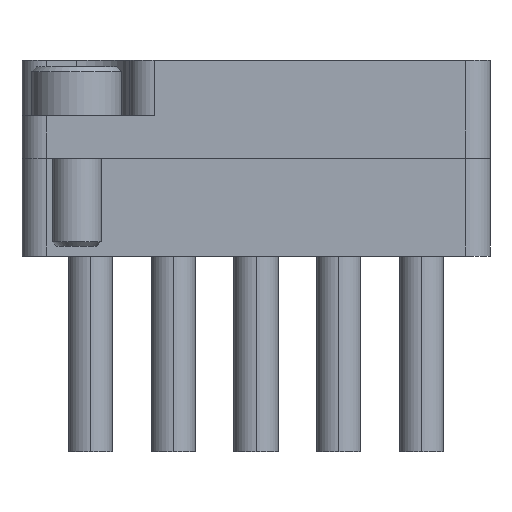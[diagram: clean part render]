
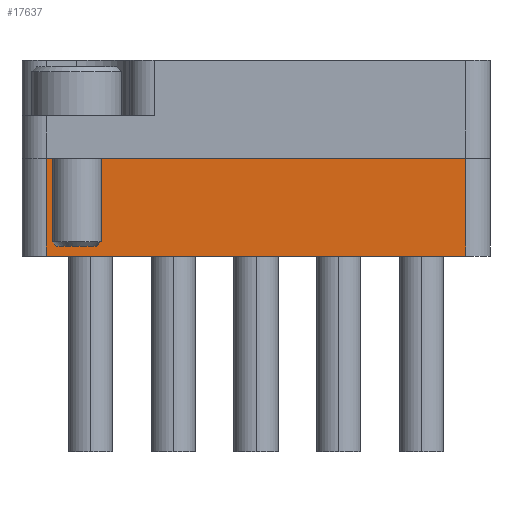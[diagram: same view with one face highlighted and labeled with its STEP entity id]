
A CAD part, front view. The second image highlights one B-rep face of the part: STEP entity #17637.
In plain terms, the highlighted face is planar.
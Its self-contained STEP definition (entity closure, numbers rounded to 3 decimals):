
#1157 = CARTESIAN_POINT ( 'NONE',  ( 22., -6., 12.85 ) ) ;
#1445 = ORIENTED_EDGE ( 'NONE', *, *, #4388, .F. ) ;
#1511 = LINE ( 'NONE', #7918, #13657 ) ;
#2677 = LINE ( 'NONE', #14200, #12768 ) ;
#3514 = EDGE_CURVE ( 'NONE', #14202, #13863, #1511, .T. ) ;
#3931 = ORIENTED_EDGE ( 'NONE', *, *, #20032, .T. ) ;
#3946 = CARTESIAN_POINT ( 'NONE',  ( 22., -6., 12.85 ) ) ;
#4245 = CARTESIAN_POINT ( 'NONE',  ( 22., -6., -12.85 ) ) ;
#4388 = EDGE_CURVE ( 'NONE', #14202, #18895, #16900, .T. ) ;
#6161 = VECTOR ( 'NONE', #15394, 1000. ) ;
#7573 = FACE_OUTER_BOUND ( 'NONE', #19104, .T. ) ;
#7674 = DIRECTION ( 'NONE',  ( -1., 0., 0. ) ) ;
#7918 = CARTESIAN_POINT ( 'NONE',  ( 22., 0., -12.85 ) ) ;
#9690 = VERTEX_POINT ( 'NONE', #19010 ) ;
#10738 = DIRECTION ( 'NONE',  ( 0., 0., 1. ) ) ;
#10958 = VECTOR ( 'NONE', #18795, 1000. ) ;
#11669 = ORIENTED_EDGE ( 'NONE', *, *, #11840, .T. ) ;
#11840 = EDGE_CURVE ( 'NONE', #9690, #18895, #20267, .T. ) ;
#12289 = PLANE ( 'NONE',  #16982 ) ;
#12342 = CARTESIAN_POINT ( 'NONE',  ( 22., 0., -12.85 ) ) ;
#12768 = VECTOR ( 'NONE', #10738, 1000. ) ;
#13619 = ORIENTED_EDGE ( 'NONE', *, *, #3514, .T. ) ;
#13657 = VECTOR ( 'NONE', #15811, 1000. ) ;
#13709 = CARTESIAN_POINT ( 'NONE',  ( 22., -6., 14.35 ) ) ;
#13863 = VERTEX_POINT ( 'NONE', #12342 ) ;
#14200 = CARTESIAN_POINT ( 'NONE',  ( 22., 0., 14.35 ) ) ;
#14202 = VERTEX_POINT ( 'NONE', #4245 ) ;
#15394 = DIRECTION ( 'NONE',  ( 0., -1., 0. ) ) ;
#15811 = DIRECTION ( 'NONE',  ( 0., 1., 0. ) ) ;
#16900 = LINE ( 'NONE', #13709, #10958 ) ;
#16982 = AXIS2_PLACEMENT_3D ( 'NONE', #20646, #7674, #17163 ) ;
#17163 = DIRECTION ( 'NONE',  ( 0., 0., 1. ) ) ;
#17637 = ADVANCED_FACE ( 'NONE', ( #7573 ), #12289, .F. ) ;
#18795 = DIRECTION ( 'NONE',  ( 0., 0., 1. ) ) ;
#18895 = VERTEX_POINT ( 'NONE', #1157 ) ;
#19010 = CARTESIAN_POINT ( 'NONE',  ( 22., 0., 12.85 ) ) ;
#19104 = EDGE_LOOP ( 'NONE', ( #1445, #13619, #3931, #11669 ) ) ;
#20032 = EDGE_CURVE ( 'NONE', #13863, #9690, #2677, .T. ) ;
#20267 = LINE ( 'NONE', #3946, #6161 ) ;
#20646 = CARTESIAN_POINT ( 'NONE',  ( 22., -6., 14.35 ) ) ;
